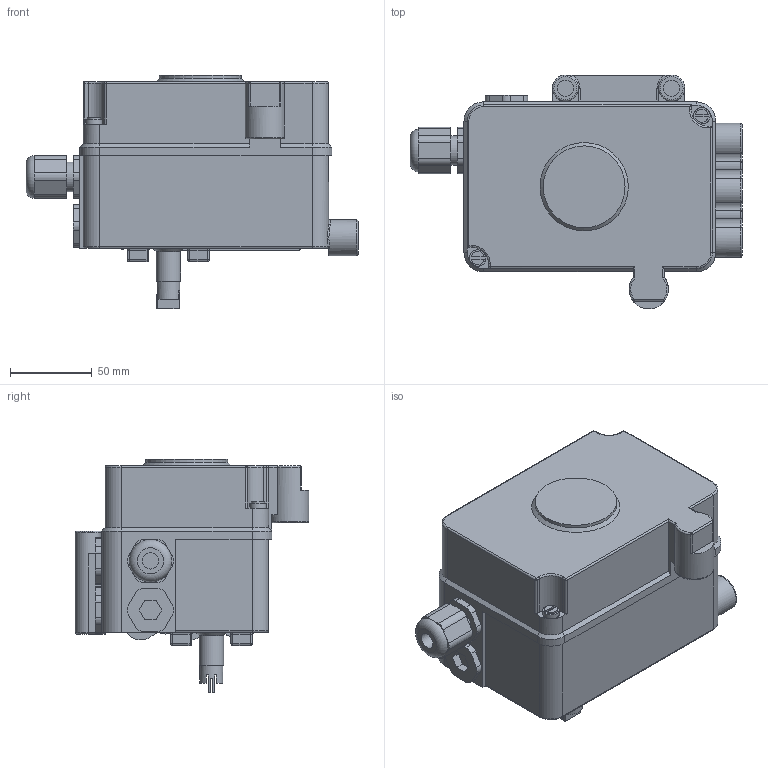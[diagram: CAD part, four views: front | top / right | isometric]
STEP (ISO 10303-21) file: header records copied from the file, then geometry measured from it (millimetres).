
FILE_DESCRIPTION((''),'2;1');
FILE_NAME('EP 100.stp','2008-01-21T10:55:39',('hellwig'),(''),'Autodesk Inventor 11','Autodesk Inventor 11','');
FILE_SCHEMA(('AUTOMOTIVE_DESIGN { 1 0 10303 214 1 1 1 1 }'));
Length unit declared in the file: millimetre
Products named in the file (1): EP 100
Bounding box: 203 x 142.98 x 143 mm (x, y, z)
Volume: 1639470.2 mm3; surface area: 107989.7 mm2
Topology: 1 solids, 1 shells, 412 faces, 1005 edges, 597 vertices
Faces by surface type: plane 163, cylinder 146, bspline 47, torus 30, sphere 20, cone 6
Full cylindrical faces by diameter (mm): 10 x5, 14 x1, 15 x1, 16 x2, 18 x1, 50 x1
Entity records: 13130 total; most frequent: CARTESIAN_POINT 3727, DIRECTION 2074, ORIENTED_EDGE 1864, EDGE_CURVE 932, AXIS2_PLACEMENT_3D 789, VERTEX_POINT 576, VECTOR 496, LINE 496
